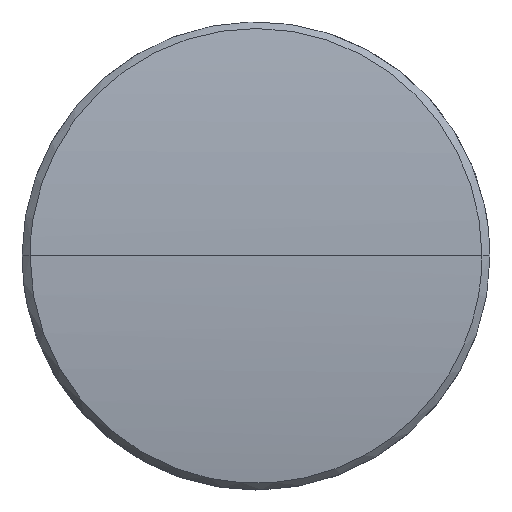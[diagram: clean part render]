
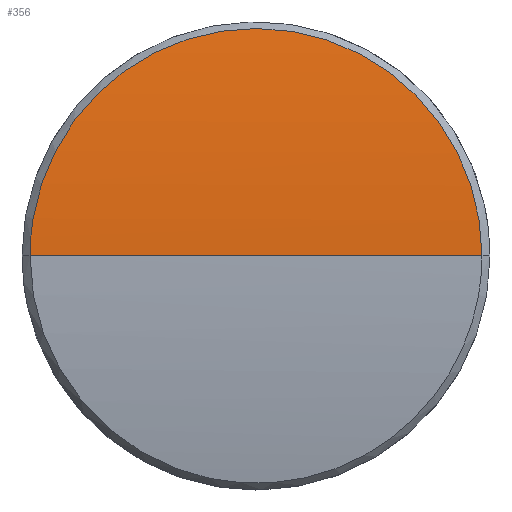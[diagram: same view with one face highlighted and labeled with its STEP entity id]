
A CAD part, top view. The second image highlights one B-rep face of the part: STEP entity #356.
In plain terms, the highlighted cylindrical face has radius 32.77 mm (diameter 65.54 mm), a partial arc.
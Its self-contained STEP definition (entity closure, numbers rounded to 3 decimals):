
#23 = CARTESIAN_POINT ( 'NONE',  ( 3.293, 4.623, 2.169 ) ) ;
#34 = CARTESIAN_POINT ( 'NONE',  ( 2.501, 5.101, 2.097 ) ) ;
#86 = CARTESIAN_POINT ( 'NONE',  ( -2.501, 5.101, 2.097 ) ) ;
#97 = CARTESIAN_POINT ( 'NONE',  ( -4.125, 3.889, 2.265 ) ) ;
#101 = AXIS2_PLACEMENT_3D ( 'NONE', #1283, #998, #1647 ) ;
#126 = FACE_OUTER_BOUND ( 'NONE', #847, .T. ) ;
#179 = CARTESIAN_POINT ( 'NONE',  ( 5.352, 1.833, 2.446 ) ) ;
#191 = CARTESIAN_POINT ( 'NONE',  ( 4.256, 3.757, 2.281 ) ) ;
#239 = CARTESIAN_POINT ( 'NONE',  ( -3.728, 4.275, 2.217 ) ) ;
#250 = CARTESIAN_POINT ( 'NONE',  ( -3.864, 4.152, 2.233 ) ) ;
#260 = CARTESIAN_POINT ( 'NONE',  ( 0.737, 5.639, 2.008 ) ) ;
#347 = CARTESIAN_POINT ( 'NONE',  ( 5.604, 0.747, 2.488 ) ) ;
#356 = ADVANCED_FACE ( 'NONE', ( #126 ), #1447, .T. ) ;
#361 = CARTESIAN_POINT ( 'NONE',  ( 5.641, 0.374, 2.495 ) ) ;
#382 = CARTESIAN_POINT ( 'NONE',  ( 2.332, 5.181, 2.084 ) ) ;
#406 = B_SPLINE_CURVE_WITH_KNOTS ( 'NONE', 3,
 ( #1843, #1830, #361, #347, #545, #1009, #1020, #179, #849, #1203, #1193, #1672, #191, #1502, #1027, #700, #23, #1856, #1684, #34, #382, #1256, #1905, #738, #749, #1576, #260, #432, #1391, #2052, #1735, #1087, #591, #578, #920, #1919, #86, #1380, #1716, #1402, #2039, #239, #250, #97, #1080, #1061, #1234, #443, #1589, #901, #1564, #756, #1224, #1887 ),
 .UNSPECIFIED., .F., .F.,
 ( 4, 2, 2, 2, 2, 2, 2, 2, 2, 2, 2, 2, 2, 2, 2, 2, 2, 2, 2, 2, 2, 2, 2, 2, 2, 2, 4 ),
 ( 0.5, 0.516, 0.531, 0.547, 0.563, 0.594, 0.625, 0.641, 0.656, 0.672, 0.688, 0.703, 0.719, 0.734, 0.75, 0.781, 0.797, 0.813, 0.828, 0.844, 0.859, 0.875, 0.891, 0.906, 0.922, 0.938, 1. ),
 .UNSPECIFIED. ) ;
#432 = CARTESIAN_POINT ( 'NONE',  ( 0.368, 5.676, 2.001 ) ) ;
#443 = CARTESIAN_POINT ( 'NONE',  ( -4.8, 3.004, 2.359 ) ) ;
#545 = CARTESIAN_POINT ( 'NONE',  ( 5.576, 0.934, 2.484 ) ) ;
#578 = CARTESIAN_POINT ( 'NONE',  ( -1.821, 5.384, 2.051 ) ) ;
#591 = CARTESIAN_POINT ( 'NONE',  ( -1.469, 5.492, 2.033 ) ) ;
#700 = CARTESIAN_POINT ( 'NONE',  ( 3.44, 4.513, 2.184 ) ) ;
#738 = CARTESIAN_POINT ( 'NONE',  ( 1.464, 5.494, 2.033 ) ) ;
#749 = CARTESIAN_POINT ( 'NONE',  ( 1.286, 5.539, 2.025 ) ) ;
#756 = CARTESIAN_POINT ( 'NONE',  ( -5.504, 1.488, 2.47 ) ) ;
#847 = EDGE_LOOP ( 'NONE', ( #1992, #1825 ) ) ;
#849 = CARTESIAN_POINT ( 'NONE',  ( 5.29, 2.006, 2.435 ) ) ;
#850 = CARTESIAN_POINT ( 'NONE',  ( 5.65, 0., 2.496 ) ) ;
#901 = CARTESIAN_POINT ( 'NONE',  ( -5.069, 2.519, 2.4 ) ) ;
#920 = CARTESIAN_POINT ( 'NONE',  ( -1.995, 5.322, 2.061 ) ) ;
#998 = DIRECTION ( 'NONE',  ( -1., 0., 0. ) ) ;
#1009 = CARTESIAN_POINT ( 'NONE',  ( 5.504, 1.297, 2.471 ) ) ;
#1020 = CARTESIAN_POINT ( 'NONE',  ( 5.459, 1.477, 2.464 ) ) ;
#1027 = CARTESIAN_POINT ( 'NONE',  ( 3.725, 4.278, 2.216 ) ) ;
#1047 = VERTEX_POINT ( 'NONE', #850 ) ;
#1061 = CARTESIAN_POINT ( 'NONE',  ( -4.484, 3.464, 2.313 ) ) ;
#1080 = CARTESIAN_POINT ( 'NONE',  ( -4.249, 3.752, 2.281 ) ) ;
#1087 = CARTESIAN_POINT ( 'NONE',  ( -1.287, 5.539, 2.025 ) ) ;
#1150 = DIRECTION ( 'NONE',  ( -1., 0., 0. ) ) ;
#1193 = CARTESIAN_POINT ( 'NONE',  ( 4.9, 2.855, 2.373 ) ) ;
#1203 = CARTESIAN_POINT ( 'NONE',  ( 5.076, 2.524, 2.401 ) ) ;
#1224 = CARTESIAN_POINT ( 'NONE',  ( -5.65, 0.748, 2.496 ) ) ;
#1234 = CARTESIAN_POINT ( 'NONE',  ( -4.595, 3.313, 2.329 ) ) ;
#1256 = CARTESIAN_POINT ( 'NONE',  ( 1.991, 5.323, 2.061 ) ) ;
#1283 = CARTESIAN_POINT ( 'NONE',  ( 40., 0., -30.274 ) ) ;
#1380 = CARTESIAN_POINT ( 'NONE',  ( -2.828, 4.925, 2.124 ) ) ;
#1391 = CARTESIAN_POINT ( 'NONE',  ( 0.181, 5.685, 2. ) ) ;
#1402 = CARTESIAN_POINT ( 'NONE',  ( -3.295, 4.622, 2.169 ) ) ;
#1447 = CYLINDRICAL_SURFACE ( 'NONE', #101, 32.77 ) ;
#1467 = CARTESIAN_POINT ( 'NONE',  ( 40., 0., 2.496 ) ) ;
#1492 = CARTESIAN_POINT ( 'NONE',  ( -5.65, 0., 2.496 ) ) ;
#1502 = CARTESIAN_POINT ( 'NONE',  ( 3.863, 4.153, 2.232 ) ) ;
#1515 = EDGE_CURVE ( 'NONE', #1047, #2064, #1794, .T. ) ;
#1564 = CARTESIAN_POINT ( 'NONE',  ( -5.147, 2.352, 2.412 ) ) ;
#1576 = CARTESIAN_POINT ( 'NONE',  ( 0.922, 5.612, 2.012 ) ) ;
#1589 = CARTESIAN_POINT ( 'NONE',  ( -4.895, 2.846, 2.373 ) ) ;
#1647 = DIRECTION ( 'NONE',  ( 0., 0., 1. ) ) ;
#1672 = CARTESIAN_POINT ( 'NONE',  ( 4.49, 3.47, 2.314 ) ) ;
#1684 = CARTESIAN_POINT ( 'NONE',  ( 2.829, 4.924, 2.124 ) ) ;
#1716 = CARTESIAN_POINT ( 'NONE',  ( -2.988, 4.828, 2.139 ) ) ;
#1735 = CARTESIAN_POINT ( 'NONE',  ( -0.739, 5.648, 2.006 ) ) ;
#1794 = LINE ( 'NONE', #1467, #1934 ) ;
#1825 = ORIENTED_EDGE ( 'NONE', *, *, #1904, .T. ) ;
#1830 = CARTESIAN_POINT ( 'NONE',  ( 5.65, 0.187, 2.496 ) ) ;
#1843 = CARTESIAN_POINT ( 'NONE',  ( 5.65, 0., 2.496 ) ) ;
#1856 = CARTESIAN_POINT ( 'NONE',  ( 2.986, 4.83, 2.139 ) ) ;
#1887 = CARTESIAN_POINT ( 'NONE',  ( -5.65, 0., 2.496 ) ) ;
#1904 = EDGE_CURVE ( 'NONE', #1047, #2064, #406, .T. ) ;
#1905 = CARTESIAN_POINT ( 'NONE',  ( 1.817, 5.386, 2.051 ) ) ;
#1919 = CARTESIAN_POINT ( 'NONE',  ( -2.336, 5.18, 2.085 ) ) ;
#1934 = VECTOR ( 'NONE', #1150, 1000. ) ;
#1992 = ORIENTED_EDGE ( 'NONE', *, *, #1515, .F. ) ;
#2039 = CARTESIAN_POINT ( 'NONE',  ( -3.444, 4.51, 2.185 ) ) ;
#2052 = CARTESIAN_POINT ( 'NONE',  ( -0.371, 5.685, 2. ) ) ;
#2064 = VERTEX_POINT ( 'NONE', #1492 ) ;
